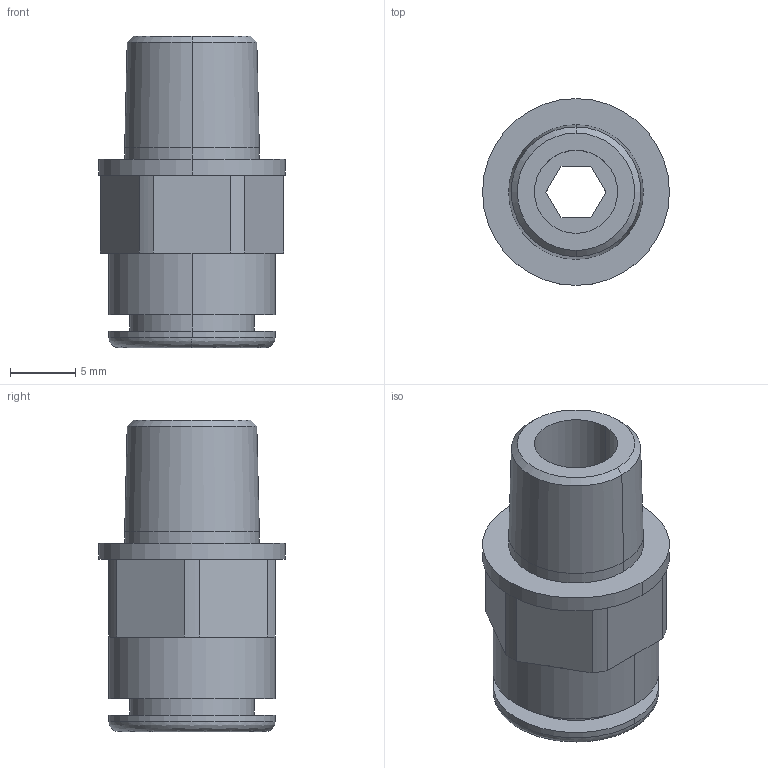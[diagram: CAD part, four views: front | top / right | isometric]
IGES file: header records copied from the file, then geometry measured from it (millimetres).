
Start section:  PTC IGES file: ilcp3012800.igs
Global section: file name: ilcp3012800.igs; native system: Pro/ENGINEER by Parametric Technology Corporation; preprocessor: 2005180; author: KR; organization: Unknown; date: 061122.101846; units: inch
Bounding box: 14.27 x 14.27 x 23.8 mm (x, y, z)
Surface area: 1807.8 mm2 (no closed solid volume)
Topology: 0 solids, 0 shells, 55 faces, 248 edges, 248 vertices
Faces by surface type: revolution 28, bspline 27
